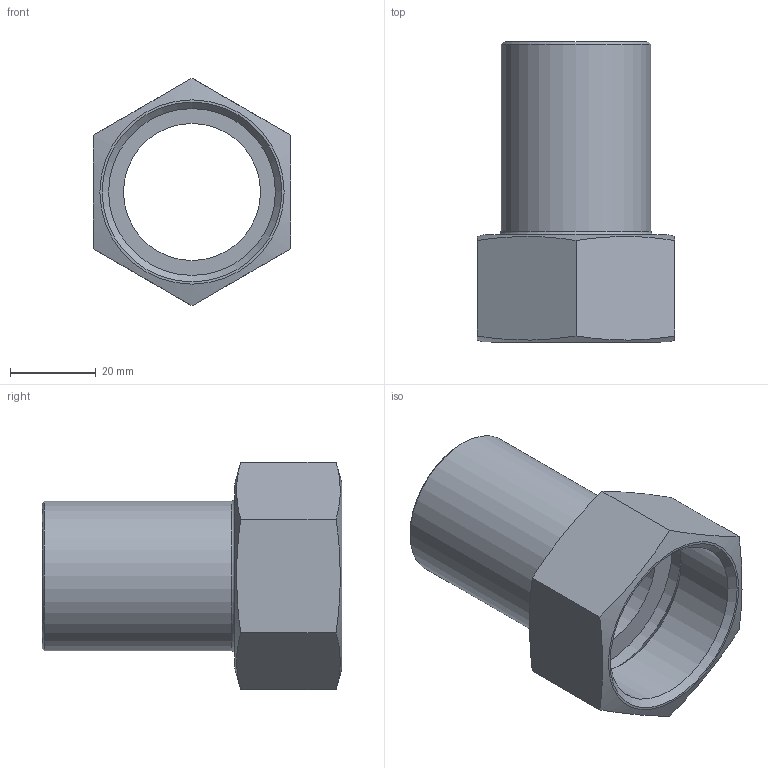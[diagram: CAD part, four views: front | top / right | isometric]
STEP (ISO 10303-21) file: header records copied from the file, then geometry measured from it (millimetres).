
FILE_DESCRIPTION(/* description */ ('MANICOTTO CON INSERIMENTO FILETTO F 35x1 1/4"'),/* implementation_level */ '2;1');
FILE_NAME(/* name */ '269114035_Inoxpres.stp',/* time_stamp */ '2022-10-13T08:46:23+02:00',/* author */ ('Vault'),/* organization */ ('Raccorderie metalliche s.p.a. '),/* preprocessor_version */ 'ST-DEVELOPER v18.1',/* originating_system */ 'Autodesk Inventor 2020',/* authorisation */ 'Raccorderie metalliche s.p.a. ');
FILE_SCHEMA (('AUTOMOTIVE_DESIGN { 1 0 10303 214 3 1 1 }'));
Length unit declared in the file: millimetre
Products named in the file (1): 269114035_Inoxpres
Bounding box: 46 x 70 x 53.12 mm (x, y, z)
Volume: 22773.9 mm3; surface area: 18516.2 mm2
Topology: 1 solids, 1 shells, 21 faces, 54 edges, 37 vertices
Faces by surface type: plane 10, cone 6, cylinder 4, torus 1
Full cylindrical faces by diameter (mm): 32 x1, 35 x1, 38.952 x1, 43 x1
Entity records: 691 total; most frequent: CARTESIAN_POINT 137, DIRECTION 112, ORIENTED_EDGE 108, EDGE_CURVE 54, AXIS2_PLACEMENT_3D 48, VERTEX_POINT 37, CIRCLE 26, EDGE_LOOP 25
